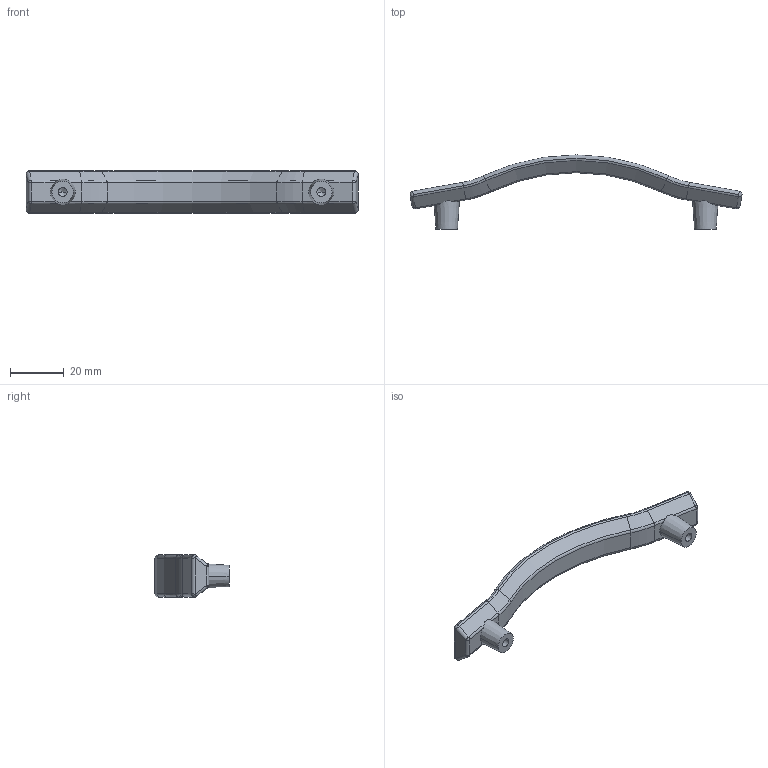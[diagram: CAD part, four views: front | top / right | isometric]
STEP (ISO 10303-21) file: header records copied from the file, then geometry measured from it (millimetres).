
FILE_DESCRIPTION(('Creo Elements/Direct Modeling STEP Export'),'2;1');
FILE_NAME('1764-123.stp','2019-01-14T11:35:39',(''),(''),'Creo Elements/Direct Modeling STEP processor for AP214 (Solid Model)','Creo Elements/Direct Modeling 20.0 12-Nov-2016 (C) Parametric Technology GmbH','');
FILE_SCHEMA(('AUTOMOTIVE_DESIGN { 1 0 10303 214 1 1 1 1 }'));
Length unit declared in the file: millimetre
Products named in the file (1): 1764-123
Bounding box: 123.22 x 27.5 x 15.7 mm (x, y, z)
Volume: 11496.3 mm3; surface area: 5702.5 mm2
Topology: 1 solids, 1 shells, 94 faces, 206 edges, 114 vertices
Faces by surface type: cylinder 30, bspline 24, plane 16, cone 14, torus 10
Entity records: 3570 total; most frequent: CARTESIAN_POINT 1651, ORIENTED_EDGE 404, DIRECTION 374, EDGE_CURVE 202, AXIS2_PLACEMENT_3D 153, VERTEX_POINT 114, EDGE_LOOP 98, FACE_OUTER_BOUND 94
